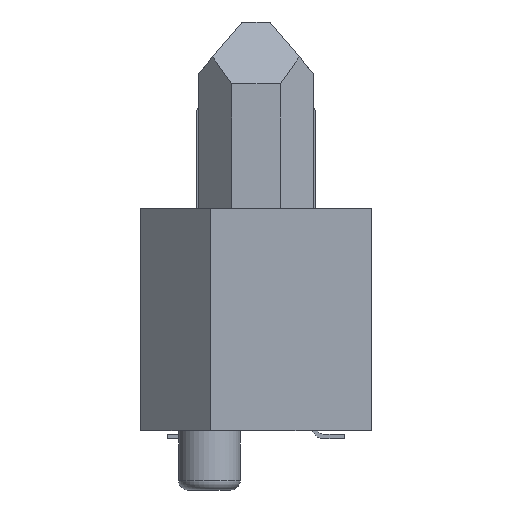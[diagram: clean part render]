
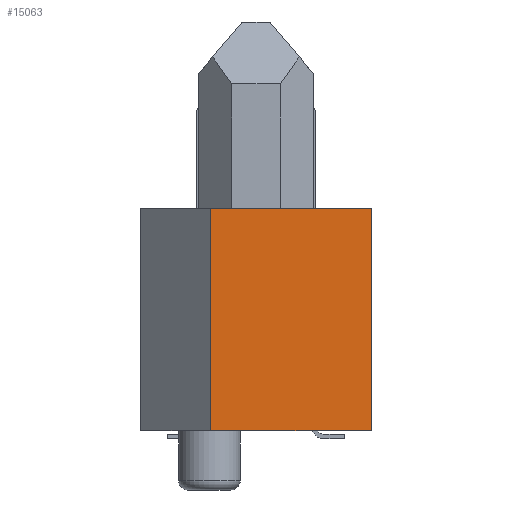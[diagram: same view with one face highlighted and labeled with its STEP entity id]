
A CAD part, left-side view. The second image highlights one B-rep face of the part: STEP entity #15063.
In plain terms, the highlighted planar face has unit normal (-1, 0, 0).
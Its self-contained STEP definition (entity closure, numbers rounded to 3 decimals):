
#297=FACE_OUTER_BOUND($,#1071,.T.);
#1071=EDGE_LOOP($,(#10120,#10121,#10122,#10123));
#1979=LINE($,#21066,#4078);
#2118=LINE($,#21345,#4217);
#2120=LINE($,#21349,#4219);
#2121=LINE($,#21350,#4220);
#4078=VECTOR($,#16936,3.45);
#4217=VECTOR($,#17087,4.765);
#4219=VECTOR($,#17091,3.45);
#4220=VECTOR($,#17092,4.765);
#6175=VERTEX_POINT($,#21063);
#6176=VERTEX_POINT($,#21065);
#6310=VERTEX_POINT($,#21343);
#6311=VERTEX_POINT($,#21348);
#7690=EDGE_CURVE($,#6176,#6175,#1979,.T.);
#7832=EDGE_CURVE($,#6310,#6175,#2118,.T.);
#7834=EDGE_CURVE($,#6311,#6310,#2120,.T.);
#7835=EDGE_CURVE($,#6311,#6176,#2121,.T.);
#10120=ORIENTED_EDGE($,*,*,#7690,.T.);
#10121=ORIENTED_EDGE($,*,*,#7832,.F.);
#10122=ORIENTED_EDGE($,*,*,#7834,.F.);
#10123=ORIENTED_EDGE($,*,*,#7835,.T.);
#14379=PLANE($,#15845);
#15063=ADVANCED_FACE($,(#297),#14379,.F.);
#15845=AXIS2_PLACEMENT_3D($,#21347,#17089,#17090);
#16936=DIRECTION($,(0.,-1.,0.));
#17087=DIRECTION($,(0.,0.,-1.));
#17089=DIRECTION('center_axis',(1.,0.,0.));
#17090=DIRECTION('ref_axis',(0.,1.,0.));
#17091=DIRECTION($,(0.,-1.,0.));
#17092=DIRECTION($,(0.,0.,-1.));
#21063=CARTESIAN_POINT('',(-10.9,-2.475,0.175));
#21065=CARTESIAN_POINT('',(-10.9,0.975,0.175));
#21066=CARTESIAN_POINT($,(-10.9,0.975,0.175));
#21343=CARTESIAN_POINT('',(-10.9,-2.475,4.94));
#21345=CARTESIAN_POINT($,(-10.9,-2.475,4.94));
#21347=CARTESIAN_POINT('Origin',(-10.9,0.975,4.94));
#21348=CARTESIAN_POINT('',(-10.9,0.975,4.94));
#21349=CARTESIAN_POINT($,(-10.9,0.975,4.94));
#21350=CARTESIAN_POINT($,(-10.9,0.975,4.94));
